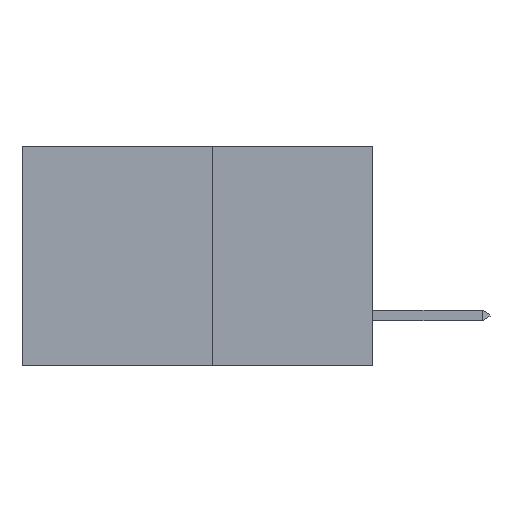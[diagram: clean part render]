
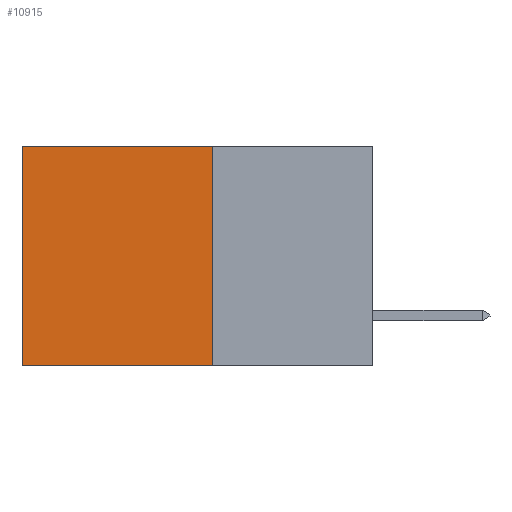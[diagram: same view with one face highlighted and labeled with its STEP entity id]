
A CAD part, left-side view. The second image highlights one B-rep face of the part: STEP entity #10915.
In plain terms, the highlighted planar face has unit normal (-1, 0, 0).
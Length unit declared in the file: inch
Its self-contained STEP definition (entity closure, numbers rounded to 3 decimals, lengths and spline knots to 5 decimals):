
#112 = VERTEX_POINT ( 'NONE', #11076 ) ;
#164 = DIRECTION ( 'NONE',  ( 1., 0., 0. ) ) ;
#1684 = VECTOR ( 'NONE', #3156, 39.37008 ) ;
#3156 = DIRECTION ( 'NONE',  ( 0., 1., 0. ) ) ;
#3200 = CARTESIAN_POINT ( 'NONE',  ( 0.277, 0.27, -0.37 ) ) ;
#4293 = VECTOR ( 'NONE', #12230, 39.37008 ) ;
#5727 = FACE_OUTER_BOUND ( 'NONE', #16647, .T. ) ;
#5750 = VERTEX_POINT ( 'NONE', #9572 ) ;
#5840 = VECTOR ( 'NONE', #6971, 39.37008 ) ;
#5990 = EDGE_CURVE ( 'NONE', #5750, #8958, #9454, .T. ) ;
#6390 = EDGE_CURVE ( 'NONE', #112, #8958, #9938, .T. ) ;
#6971 = DIRECTION ( 'NONE',  ( 0., 0., -1. ) ) ;
#6990 = CARTESIAN_POINT ( 'NONE',  ( 0.277, 0.59, -0.37 ) ) ;
#7836 = PLANE ( 'NONE',  #18696 ) ;
#8784 = DIRECTION ( 'NONE',  ( 0., 0., -1. ) ) ;
#8958 = VERTEX_POINT ( 'NONE', #9769 ) ;
#9454 = LINE ( 'NONE', #6990, #5840 ) ;
#9572 = CARTESIAN_POINT ( 'NONE',  ( 0.277, 0.59, 0. ) ) ;
#9690 = VECTOR ( 'NONE', #8784, 39.37008 ) ;
#9769 = CARTESIAN_POINT ( 'NONE',  ( 0.277, 0.59, -0.37 ) ) ;
#9938 = LINE ( 'NONE', #3200, #1684 ) ;
#10915 = ADVANCED_FACE ( 'NONE', ( #5727 ), #7836, .F. ) ;
#11037 = DIRECTION ( 'NONE',  ( 0., 0., -1. ) ) ;
#11061 = VERTEX_POINT ( 'NONE', #15900 ) ;
#11076 = CARTESIAN_POINT ( 'NONE',  ( 0.277, 0.27, -0.37 ) ) ;
#12230 = DIRECTION ( 'NONE',  ( 0., 1., 0. ) ) ;
#13042 = LINE ( 'NONE', #13721, #4293 ) ;
#13721 = CARTESIAN_POINT ( 'NONE',  ( 0.277, 0.27, 0. ) ) ;
#13997 = EDGE_CURVE ( 'NONE', #11061, #5750, #13042, .T. ) ;
#14336 = LINE ( 'NONE', #16579, #9690 ) ;
#15900 = CARTESIAN_POINT ( 'NONE',  ( 0.277, 0.27, 0. ) ) ;
#16036 = ORIENTED_EDGE ( 'NONE', *, *, #6390, .F. ) ;
#16579 = CARTESIAN_POINT ( 'NONE',  ( 0.277, 0.27, -0.37 ) ) ;
#16647 = EDGE_LOOP ( 'NONE', ( #17548, #16036, #17874, #16733 ) ) ;
#16733 = ORIENTED_EDGE ( 'NONE', *, *, #13997, .T. ) ;
#17548 = ORIENTED_EDGE ( 'NONE', *, *, #5990, .T. ) ;
#17874 = ORIENTED_EDGE ( 'NONE', *, *, #18392, .F. ) ;
#18392 = EDGE_CURVE ( 'NONE', #11061, #112, #14336, .T. ) ;
#18696 = AXIS2_PLACEMENT_3D ( 'NONE', #18710, #164, #11037 ) ;
#18710 = CARTESIAN_POINT ( 'NONE',  ( 0.277, 0.27, -0.37 ) ) ;
